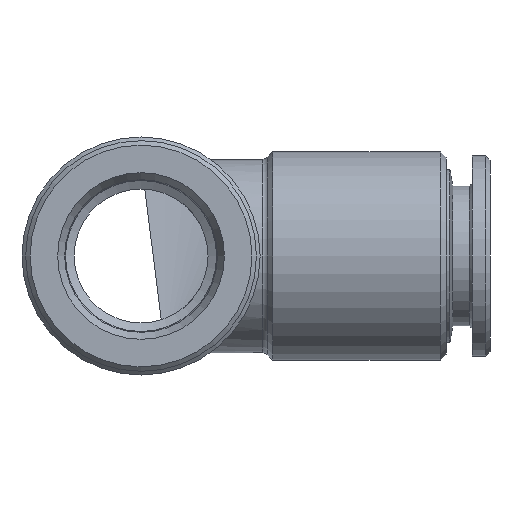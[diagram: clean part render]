
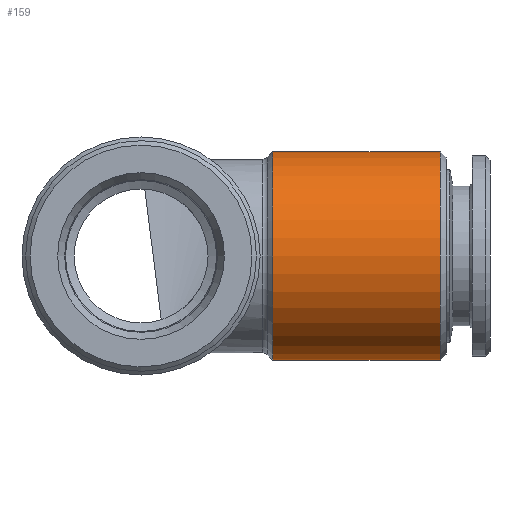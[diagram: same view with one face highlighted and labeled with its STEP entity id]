
A CAD part, left-side view. The second image highlights one B-rep face of the part: STEP entity #159.
In plain terms, the highlighted cylindrical face has radius 7 mm (diameter 14 mm), a full revolution.
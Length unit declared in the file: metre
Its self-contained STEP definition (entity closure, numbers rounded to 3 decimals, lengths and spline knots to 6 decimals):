
#159 = ADVANCED_FACE( 'NONE', ( #365, #366 ), #367, .T. );
#365 = FACE_OUTER_BOUND( '', #760, .T. );
#366 = FACE_OUTER_BOUND( '', #761, .T. );
#367 = CYLINDRICAL_SURFACE( '', #762, 0.007 );
#760 = EDGE_LOOP( '', ( #1064 ) );
#761 = EDGE_LOOP( '', ( #1065 ) );
#762 = AXIS2_PLACEMENT_3D( '', #1066, #1067, #1068 );
#1064 = ORIENTED_EDGE( '', *, *, #1225, .T. );
#1065 = ORIENTED_EDGE( '', *, *, #1206, .T. );
#1066 = CARTESIAN_POINT( '', ( 0., 0.007837, 0. ) );
#1067 = DIRECTION( '', ( 0., -1., 0. ) );
#1068 = DIRECTION( '', ( 0., 0., 1. ) );
#1206 = EDGE_CURVE( 'NONE', #1352, #1352, #1353, .T. );
#1225 = EDGE_CURVE( 'NONE', #1382, #1382, #1383, .T. );
#1352 = VERTEX_POINT( '', #1675 );
#1353 = CIRCLE( '', #1676, 0.007 );
#1382 = VERTEX_POINT( '', #1734 );
#1383 = CIRCLE( '', #1735, 0.007 );
#1675 = CARTESIAN_POINT( '', ( 0., -0.0201, 0.007 ) );
#1676 = AXIS2_PLACEMENT_3D( '', #1899, #1900, #1901 );
#1734 = CARTESIAN_POINT( '', ( 0.007, -0.008854, 0. ) );
#1735 = AXIS2_PLACEMENT_3D( '', #1932, #1933, #1934 );
#1899 = CARTESIAN_POINT( '', ( 0., -0.0201, 0. ) );
#1900 = DIRECTION( '', ( 0., 1., 0. ) );
#1901 = DIRECTION( '', ( 0., 0., 1. ) );
#1932 = CARTESIAN_POINT( '', ( 0., -0.008854, 0. ) );
#1933 = DIRECTION( '', ( 0., -1., 0. ) );
#1934 = DIRECTION( '', ( 1., 0., 0. ) );
